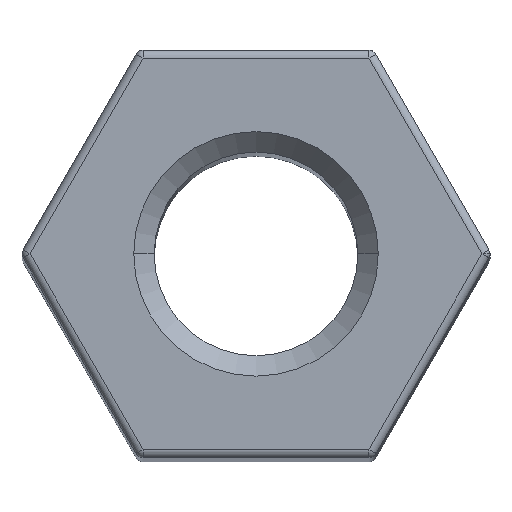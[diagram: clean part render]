
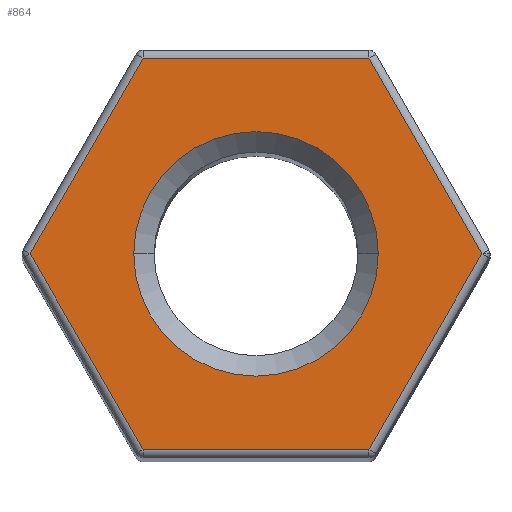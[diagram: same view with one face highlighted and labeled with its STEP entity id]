
A CAD part, top view. The second image highlights one B-rep face of the part: STEP entity #864.
In plain terms, the highlighted planar face has unit normal (0, 0, 1).
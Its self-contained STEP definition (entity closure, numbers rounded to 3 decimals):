
#7 = AXIS2_PLACEMENT_3D ( 'NONE', #234, #227, #223 ) ;
#31 = VERTEX_POINT ( 'NONE', #732 ) ;
#115 = LINE ( 'NONE', #1038, #653 ) ;
#120 = CARTESIAN_POINT ( 'NONE',  ( 1.386, -2.4, 30. ) ) ;
#149 = EDGE_CURVE ( 'NONE', #313, #1107, #379, .T. ) ;
#159 = LINE ( 'NONE', #1160, #1133 ) ;
#174 = AXIS2_PLACEMENT_3D ( 'NONE', #1003, #1091, #390 ) ;
#223 = DIRECTION ( 'NONE',  ( 1., 0., 0. ) ) ;
#227 = DIRECTION ( 'NONE',  ( 0., 0., -1. ) ) ;
#234 = CARTESIAN_POINT ( 'NONE',  ( 0., 0., 30. ) ) ;
#283 = CARTESIAN_POINT ( 'NONE',  ( -1.386, 2.4, 30. ) ) ;
#313 = VERTEX_POINT ( 'NONE', #418 ) ;
#361 = ORIENTED_EDGE ( 'NONE', *, *, #432, .T. ) ;
#379 = CIRCLE ( 'NONE', #7, 1.5 ) ;
#390 = DIRECTION ( 'NONE',  ( 1., 0., 0. ) ) ;
#403 = VERTEX_POINT ( 'NONE', #439 ) ;
#407 = FACE_BOUND ( 'NONE', #596, .T. ) ;
#418 = CARTESIAN_POINT ( 'NONE',  ( 1.5, 0., 30. ) ) ;
#428 = CARTESIAN_POINT ( 'NONE',  ( -1.5, 0., 30. ) ) ;
#432 = EDGE_CURVE ( 'NONE', #403, #1010, #996, .T. ) ;
#437 = VECTOR ( 'NONE', #1104, 1000. ) ;
#438 = EDGE_CURVE ( 'NONE', #1010, #31, #159, .T. ) ;
#439 = CARTESIAN_POINT ( 'NONE',  ( 1.386, 2.4, 30. ) ) ;
#444 = EDGE_CURVE ( 'NONE', #31, #1232, #1185, .T. ) ;
#447 = ORIENTED_EDGE ( 'NONE', *, *, #444, .T. ) ;
#454 = EDGE_CURVE ( 'NONE', #1232, #720, #472, .T. ) ;
#459 = EDGE_CURVE ( 'NONE', #720, #609, #922, .T. ) ;
#464 = EDGE_CURVE ( 'NONE', #609, #403, #115, .T. ) ;
#468 = EDGE_CURVE ( 'NONE', #1107, #313, #892, .T. ) ;
#472 = LINE ( 'NONE', #1077, #437 ) ;
#541 = ORIENTED_EDGE ( 'NONE', *, *, #149, .T. ) ;
#572 = PLANE ( 'NONE',  #174 ) ;
#596 = EDGE_LOOP ( 'NONE', ( #541, #804 ) ) ;
#609 = VERTEX_POINT ( 'NONE', #899 ) ;
#653 = VECTOR ( 'NONE', #1031, 1000. ) ;
#679 = FACE_OUTER_BOUND ( 'NONE', #1034, .T. ) ;
#684 = AXIS2_PLACEMENT_3D ( 'NONE', #978, #974, #972 ) ;
#687 = ORIENTED_EDGE ( 'NONE', *, *, #454, .T. ) ;
#706 = VECTOR ( 'NONE', #1130, 1000. ) ;
#715 = CARTESIAN_POINT ( 'NONE',  ( -1.386, -2.4, 30. ) ) ;
#720 = VERTEX_POINT ( 'NONE', #120 ) ;
#732 = CARTESIAN_POINT ( 'NONE',  ( -2.771, 0., 30. ) ) ;
#804 = ORIENTED_EDGE ( 'NONE', *, *, #468, .T. ) ;
#864 = ADVANCED_FACE ( 'NONE', ( #679, #407 ), #572, .T. ) ;
#892 = CIRCLE ( 'NONE', #684, 1.5 ) ;
#899 = CARTESIAN_POINT ( 'NONE',  ( 2.771, 0., 30. ) ) ;
#922 = LINE ( 'NONE', #1043, #1109 ) ;
#949 = VECTOR ( 'NONE', #1076, 1000. ) ;
#972 = DIRECTION ( 'NONE',  ( 1., 0., 0. ) ) ;
#974 = DIRECTION ( 'NONE',  ( 0., 0., -1. ) ) ;
#978 = CARTESIAN_POINT ( 'NONE',  ( 0., 0., 30. ) ) ;
#996 = LINE ( 'NONE', #1136, #706 ) ;
#1003 = CARTESIAN_POINT ( 'NONE',  ( 2.887, 0., 30. ) ) ;
#1010 = VERTEX_POINT ( 'NONE', #283 ) ;
#1031 = DIRECTION ( 'NONE',  ( -0.5, 0.866, 0. ) ) ;
#1034 = EDGE_LOOP ( 'NONE', ( #361, #1120, #447, #687, #1175, #1192 ) ) ;
#1038 = CARTESIAN_POINT ( 'NONE',  ( 1.357, 2.45, 30. ) ) ;
#1039 = DIRECTION ( 'NONE',  ( 0.5, 0.866, 0. ) ) ;
#1043 = CARTESIAN_POINT ( 'NONE',  ( 2.8, 0.05, 30. ) ) ;
#1076 = DIRECTION ( 'NONE',  ( 0.5, -0.866, 0. ) ) ;
#1077 = CARTESIAN_POINT ( 'NONE',  ( 1.443, -2.4, 30. ) ) ;
#1088 = DIRECTION ( 'NONE',  ( -0.5, -0.866, 0. ) ) ;
#1091 = DIRECTION ( 'NONE',  ( 0., 0., 1. ) ) ;
#1104 = DIRECTION ( 'NONE',  ( 1., 0., 0. ) ) ;
#1107 = VERTEX_POINT ( 'NONE', #428 ) ;
#1109 = VECTOR ( 'NONE', #1039, 1000. ) ;
#1120 = ORIENTED_EDGE ( 'NONE', *, *, #438, .T. ) ;
#1130 = DIRECTION ( 'NONE',  ( -1., 0., 0. ) ) ;
#1133 = VECTOR ( 'NONE', #1088, 1000. ) ;
#1134 = CARTESIAN_POINT ( 'NONE',  ( -1.357, -2.45, 30. ) ) ;
#1136 = CARTESIAN_POINT ( 'NONE',  ( -1.443, 2.4, 30. ) ) ;
#1160 = CARTESIAN_POINT ( 'NONE',  ( -2.8, -0.05, 30. ) ) ;
#1175 = ORIENTED_EDGE ( 'NONE', *, *, #459, .T. ) ;
#1185 = LINE ( 'NONE', #1134, #949 ) ;
#1192 = ORIENTED_EDGE ( 'NONE', *, *, #464, .T. ) ;
#1232 = VERTEX_POINT ( 'NONE', #715 ) ;
